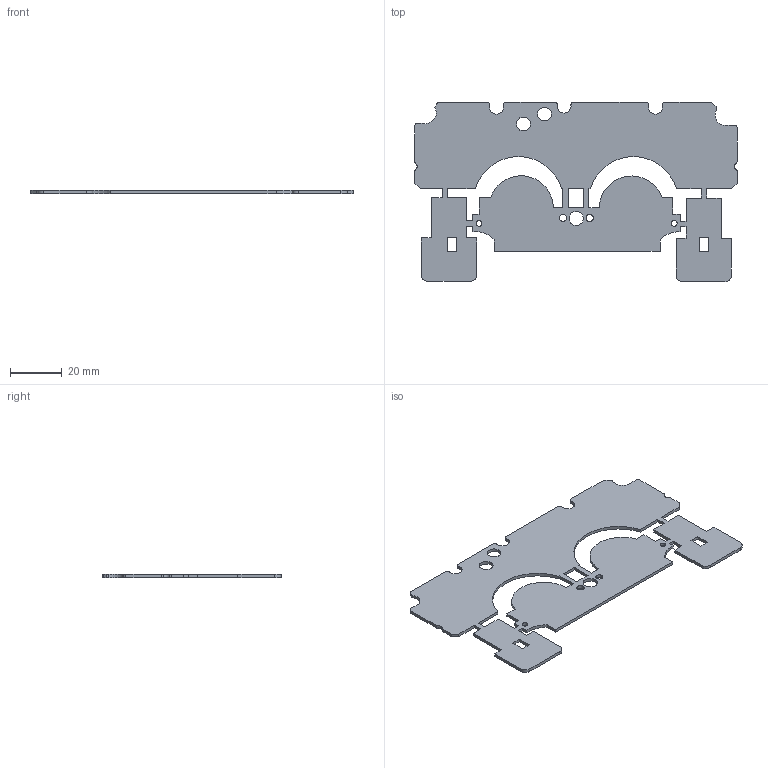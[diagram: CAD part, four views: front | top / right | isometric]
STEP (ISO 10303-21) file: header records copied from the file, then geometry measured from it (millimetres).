
FILE_DESCRIPTION(/* description */ (''),/* implementation_level */ '2;1');
FILE_NAME(/* name */ 'Controller_PCB_shape.stp',/* time_stamp */ '2019-05-16T21:28:04-05:00',/* author */ ('cutla'),/* organization */ (''),/* preprocessor_version */ 'ST-DEVELOPER v17',/* originating_system */ 'Autodesk Inventor 2019',/* authorisation */ '');
FILE_SCHEMA (('AUTOMOTIVE_DESIGN { 1 0 10303 214 3 1 1 }'));
Length unit declared in the file: millimetre
Products named in the file (1): Controller_PCB_shape
Bounding box: 125 x 69.56 x 1.2 mm (x, y, z)
Volume: 7428.8 mm3; surface area: 13497.7 mm2
Topology: 1 solids, 1 shells, 119 faces, 351 edges, 234 vertices
Faces by surface type: plane 79, cylinder 40
Full cylindrical faces by diameter (mm): 2.243 x2, 2.776 x1, 2.791 x1, 5.395 x2, 5.549 x1
Entity records: 4052 total; most frequent: CARTESIAN_POINT 705, ORIENTED_EDGE 702, DIRECTION 671, EDGE_CURVE 351, LINE 271, VECTOR 271, VERTEX_POINT 234, AXIS2_PLACEMENT_3D 200
